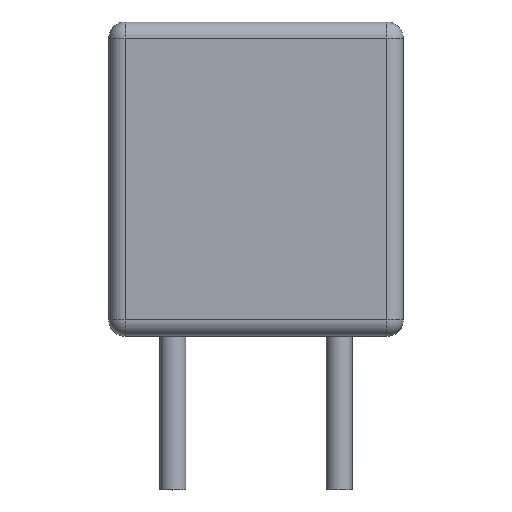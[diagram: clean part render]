
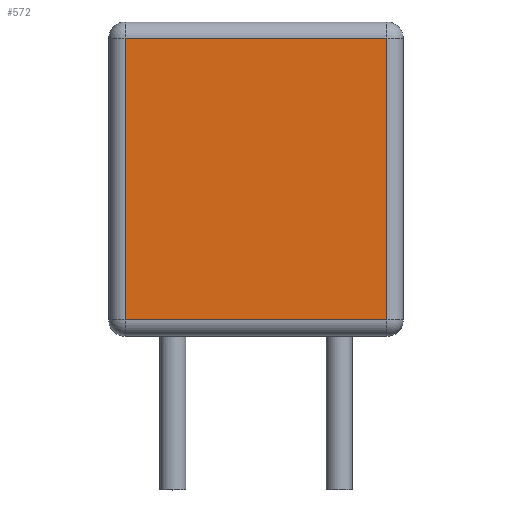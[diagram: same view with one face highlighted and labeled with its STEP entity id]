
A CAD part, top view. The second image highlights one B-rep face of the part: STEP entity #572.
In plain terms, the highlighted planar face has unit normal (0, 0, 1).
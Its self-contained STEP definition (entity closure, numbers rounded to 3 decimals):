
#124=DIRECTION('',(0.,-1.,0.));
#125=VECTOR('',#124,8.6);
#126=CARTESIAN_POINT('',(-4.,4.3,2.25));
#127=LINE('',#126,#125);
#128=DIRECTION('',(-1.,0.,0.));
#129=VECTOR('',#128,8.);
#130=CARTESIAN_POINT('',(4.,4.3,2.25));
#131=LINE('',#130,#129);
#132=DIRECTION('',(0.,1.,0.));
#133=VECTOR('',#132,8.6);
#134=CARTESIAN_POINT('',(4.,-4.3,2.25));
#135=LINE('',#134,#133);
#136=DIRECTION('',(1.,0.,0.));
#137=VECTOR('',#136,8.);
#138=CARTESIAN_POINT('',(-4.,-4.3,2.25));
#139=LINE('',#138,#137);
#293=CARTESIAN_POINT('',(-4.,4.3,2.25));
#294=CARTESIAN_POINT('',(-4.,-4.3,2.25));
#295=VERTEX_POINT('',#293);
#296=VERTEX_POINT('',#294);
#305=CARTESIAN_POINT('',(4.,-4.3,2.25));
#306=VERTEX_POINT('',#305);
#315=CARTESIAN_POINT('',(4.,4.3,2.25));
#316=VERTEX_POINT('',#315);
#559=CARTESIAN_POINT('',(0.,0.,2.25));
#560=DIRECTION('',(0.,0.,1.));
#561=DIRECTION('',(1.,0.,0.));
#562=AXIS2_PLACEMENT_3D('',#559,#560,#561);
#563=PLANE('',#562);
#564=ORIENTED_EDGE('',*,*,#501,.F.);
#565=ORIENTED_EDGE('',*,*,#550,.F.);
#567=ORIENTED_EDGE('',*,*,#566,.F.);
#569=ORIENTED_EDGE('',*,*,#568,.F.);
#570=EDGE_LOOP('',(#564,#565,#567,#569));
#571=FACE_OUTER_BOUND('',#570,.F.);
#501=EDGE_CURVE('',#295,#296,#127,.T.);
#550=EDGE_CURVE('',#316,#295,#131,.T.);
#566=EDGE_CURVE('',#306,#316,#135,.T.);
#568=EDGE_CURVE('',#296,#306,#139,.T.);
#572=ADVANCED_FACE('',(#571),#563,.T.);
